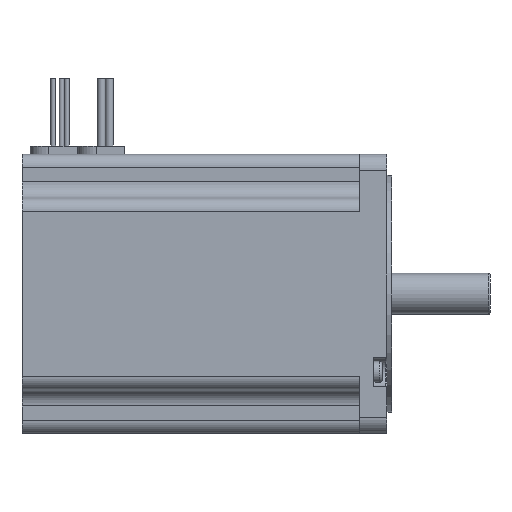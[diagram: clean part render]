
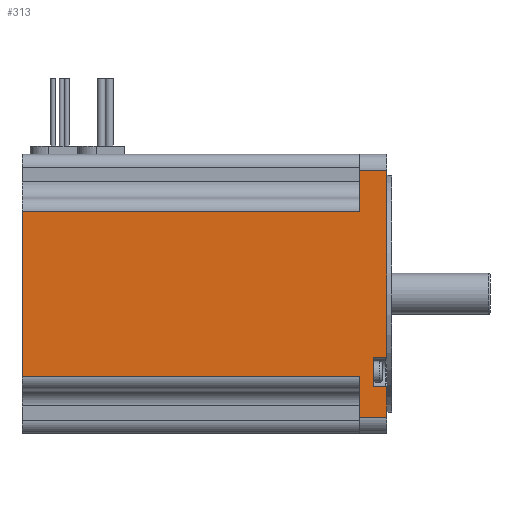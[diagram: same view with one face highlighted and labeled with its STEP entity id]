
A CAD part, left-side view. The second image highlights one B-rep face of the part: STEP entity #313.
In plain terms, the highlighted planar face has unit normal (-1, 0, 0).
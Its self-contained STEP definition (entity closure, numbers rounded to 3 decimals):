
#313 = ADVANCED_FACE( '', ( #876 ), #877, .T. );
#876 = FACE_OUTER_BOUND( '', #1769, .T. );
#877 = PLANE( '', #1770 );
#1769 = EDGE_LOOP( '', ( #2712, #2713, #2714, #2715, #2716, #2717, #2718, #2719, #2720, #2721, #2722, #2723, #2724, #2725 ) );
#1770 = AXIS2_PLACEMENT_3D( '', #2726, #2727, #2728 );
#2712 = ORIENTED_EDGE( '', *, *, #4954, .T. );
#2713 = ORIENTED_EDGE( '', *, *, #4955, .T. );
#2714 = ORIENTED_EDGE( '', *, *, #4956, .F. );
#2715 = ORIENTED_EDGE( '', *, *, #4957, .T. );
#2716 = ORIENTED_EDGE( '', *, *, #4958, .T. );
#2717 = ORIENTED_EDGE( '', *, *, #4915, .F. );
#2718 = ORIENTED_EDGE( '', *, *, #4959, .T. );
#2719 = ORIENTED_EDGE( '', *, *, #4960, .T. );
#2720 = ORIENTED_EDGE( '', *, *, #4961, .T. );
#2721 = ORIENTED_EDGE( '', *, *, #4962, .T. );
#2722 = ORIENTED_EDGE( '', *, *, #4963, .F. );
#2723 = ORIENTED_EDGE( '', *, *, #4964, .T. );
#2724 = ORIENTED_EDGE( '', *, *, #4965, .F. );
#2725 = ORIENTED_EDGE( '', *, *, #4966, .F. );
#2726 = CARTESIAN_POINT( '', ( -43., 8.4, 43. ) );
#2727 = DIRECTION( '', ( -1., 0., 0. ) );
#2728 = DIRECTION( '', ( 0., 0., 1. ) );
#4915 = EDGE_CURVE( '', #5805, #5801, #5807, .T. );
#4954 = EDGE_CURVE( '', #5876, #5877, #5878, .T. );
#4955 = EDGE_CURVE( '', #5877, #5879, #5880, .T. );
#4956 = EDGE_CURVE( '', #5881, #5879, #5882, .T. );
#4957 = EDGE_CURVE( '', #5881, #5883, #5884, .F. );
#4958 = EDGE_CURVE( '', #5883, #5801, #5885, .T. );
#4959 = EDGE_CURVE( '', #5805, #5886, #5887, .T. );
#4960 = EDGE_CURVE( '', #5886, #5888, #5889, .T. );
#4961 = EDGE_CURVE( '', #5888, #5890, #5891, .T. );
#4962 = EDGE_CURVE( '', #5890, #5892, #5893, .T. );
#4963 = EDGE_CURVE( '', #5894, #5892, #5895, .T. );
#4964 = EDGE_CURVE( '', #5894, #5896, #5897, .T. );
#4965 = EDGE_CURVE( '', #5898, #5896, #5899, .T. );
#4966 = EDGE_CURVE( '', #5876, #5898, #5900, .T. );
#5801 = VERTEX_POINT( '', #7110 );
#5805 = VERTEX_POINT( '', #7115 );
#5807 = LINE( '', #7117, #7118 );
#5876 = VERTEX_POINT( '', #7209 );
#5877 = VERTEX_POINT( '', #7210 );
#5878 = LINE( '', #7211, #7212 );
#5879 = VERTEX_POINT( '', #7213 );
#5880 = CIRCLE( '', #7214, 0.3 );
#5881 = VERTEX_POINT( '', #7215 );
#5882 = LINE( '', #7216, #7217 );
#5883 = VERTEX_POINT( '', #7218 );
#5884 = LINE( '', #7219, #7220 );
#5885 = LINE( '', #7221, #7222 );
#5886 = VERTEX_POINT( '', #7223 );
#5887 = LINE( '', #7224, #7225 );
#5888 = VERTEX_POINT( '', #7226 );
#5889 = LINE( '', #7227, #7228 );
#5890 = VERTEX_POINT( '', #7229 );
#5891 = LINE( '', #7230, #7231 );
#5892 = VERTEX_POINT( '', #7232 );
#5893 = LINE( '', #7233, #7234 );
#5894 = VERTEX_POINT( '', #7235 );
#5895 = LINE( '', #7236, #7237 );
#5896 = VERTEX_POINT( '', #7238 );
#5897 = CIRCLE( '', #7239, 0.3 );
#5898 = VERTEX_POINT( '', #7240 );
#5899 = LINE( '', #7241, #7242 );
#5900 = LINE( '', #7243, #7244 );
#7110 = CARTESIAN_POINT( '', ( -43., 8.4, 25.5 ) );
#7115 = CARTESIAN_POINT( '', ( -43., 112.4, 25.5 ) );
#7117 = CARTESIAN_POINT( '', ( -43., 112.4, 25.5 ) );
#7118 = VECTOR( '', #8878, 1000. );
#7209 = CARTESIAN_POINT( '', ( -43., 4., -19.5 ) );
#7210 = CARTESIAN_POINT( '', ( -43., 0.3, -19.5 ) );
#7211 = CARTESIAN_POINT( '', ( -43., 4., -19.5 ) );
#7212 = VECTOR( '', #8925, 1000. );
#7213 = CARTESIAN_POINT( '', ( -43., 0., -19.2 ) );
#7214 = AXIS2_PLACEMENT_3D( '', #8926, #8927, #8928 );
#7215 = CARTESIAN_POINT( '', ( -43., 0., 38. ) );
#7216 = CARTESIAN_POINT( '', ( -43., 0., 43. ) );
#7217 = VECTOR( '', #8929, 1000. );
#7218 = CARTESIAN_POINT( '', ( -43., 8.4, 38. ) );
#7219 = CARTESIAN_POINT( '', ( -43., 8.4, 38. ) );
#7220 = VECTOR( '', #8930, 1000. );
#7221 = CARTESIAN_POINT( '', ( -43., 8.4, 43. ) );
#7222 = VECTOR( '', #8931, 1000. );
#7223 = CARTESIAN_POINT( '', ( -43., 112.4, -25.5 ) );
#7224 = CARTESIAN_POINT( '', ( -43., 112.4, 25.5 ) );
#7225 = VECTOR( '', #8932, 1000. );
#7226 = CARTESIAN_POINT( '', ( -43., 8.4, -25.5 ) );
#7227 = CARTESIAN_POINT( '', ( -43., 112.4, -25.5 ) );
#7228 = VECTOR( '', #8933, 1000. );
#7229 = CARTESIAN_POINT( '', ( -43., 8.4, -38. ) );
#7230 = CARTESIAN_POINT( '', ( -43., 8.4, 43. ) );
#7231 = VECTOR( '', #8934, 1000. );
#7232 = CARTESIAN_POINT( '', ( -43., 0., -38. ) );
#7233 = CARTESIAN_POINT( '', ( -43., 8.4, -38. ) );
#7234 = VECTOR( '', #8935, 1000. );
#7235 = CARTESIAN_POINT( '', ( -43., 0., -28.8 ) );
#7236 = CARTESIAN_POINT( '', ( -43., 0., 43. ) );
#7237 = VECTOR( '', #8936, 1000. );
#7238 = CARTESIAN_POINT( '', ( -43., 0.3, -28.5 ) );
#7239 = AXIS2_PLACEMENT_3D( '', #8937, #8938, #8939 );
#7240 = CARTESIAN_POINT( '', ( -43., 4., -28.5 ) );
#7241 = CARTESIAN_POINT( '', ( -43., 4., -28.5 ) );
#7242 = VECTOR( '', #8940, 1000. );
#7243 = CARTESIAN_POINT( '', ( -43., 4., -19.5 ) );
#7244 = VECTOR( '', #8941, 1000. );
#8878 = DIRECTION( '', ( 0., -1., 0. ) );
#8925 = DIRECTION( '', ( 0., -1., 0. ) );
#8926 = CARTESIAN_POINT( '', ( -43., 0.3, -19.2 ) );
#8927 = DIRECTION( '', ( -1., 0., 0. ) );
#8928 = DIRECTION( '', ( 0., 0., 1. ) );
#8929 = DIRECTION( '', ( 0., 0., -1. ) );
#8930 = DIRECTION( '', ( 0., -1., 0. ) );
#8931 = DIRECTION( '', ( 0., 0., -1. ) );
#8932 = DIRECTION( '', ( 0., 0., -1. ) );
#8933 = DIRECTION( '', ( 0., -1., 0. ) );
#8934 = DIRECTION( '', ( 0., 0., -1. ) );
#8935 = DIRECTION( '', ( 0., -1., 0. ) );
#8936 = DIRECTION( '', ( 0., 0., -1. ) );
#8937 = CARTESIAN_POINT( '', ( -43., 0.3, -28.8 ) );
#8938 = DIRECTION( '', ( -1., 0., 0. ) );
#8939 = DIRECTION( '', ( 0., 0., 1. ) );
#8940 = DIRECTION( '', ( 0., -1., 0. ) );
#8941 = DIRECTION( '', ( 0., 0., -1. ) );
